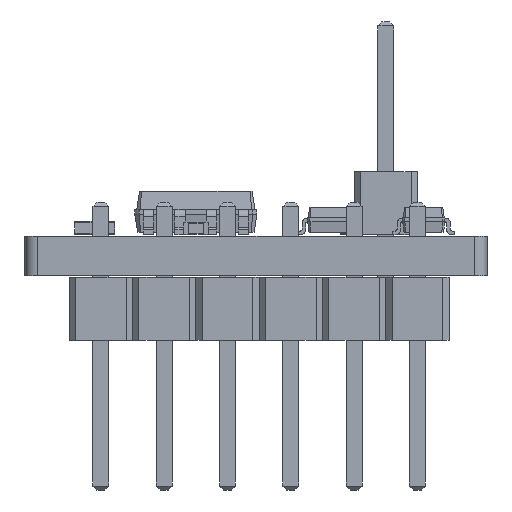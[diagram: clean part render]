
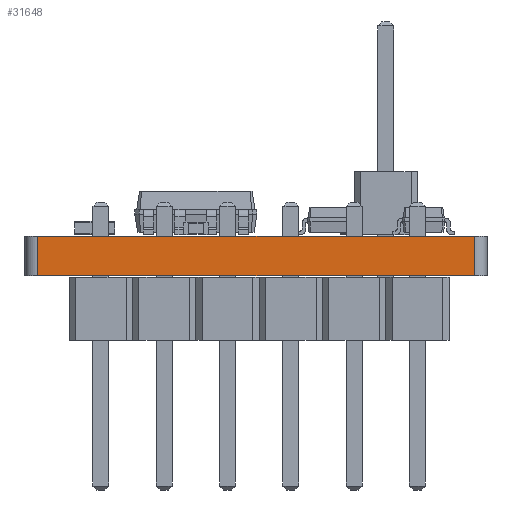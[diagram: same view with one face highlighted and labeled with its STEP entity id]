
A CAD part, left-side view. The second image highlights one B-rep face of the part: STEP entity #31648.
In plain terms, the highlighted planar face has unit normal (-1, 0, 0).
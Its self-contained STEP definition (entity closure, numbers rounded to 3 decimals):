
#30661 = PLANE('',#30662);
#30662 = AXIS2_PLACEMENT_3D('',#30663,#30664,#30665);
#30663 = CARTESIAN_POINT('',(151.765,-118.491,1.6));
#30664 = DIRECTION('',(0.,0.,1.));
#30665 = DIRECTION('',(1.,0.,-0.));
#30716 = PLANE('',#30717);
#30717 = AXIS2_PLACEMENT_3D('',#30718,#30719,#30720);
#30718 = CARTESIAN_POINT('',(151.765,-118.491,0.));
#30719 = DIRECTION('',(0.,0.,1.));
#30720 = DIRECTION('',(1.,0.,-0.));
#30771 = CYLINDRICAL_SURFACE('',#30772,0.508);
#30772 = AXIS2_PLACEMENT_3D('',#30773,#30774,#30775);
#30773 = CARTESIAN_POINT('',(141.224,-127.254,0.));
#30774 = DIRECTION('',(-0.,-0.,-1.));
#30775 = DIRECTION('',(1.,0.,-0.));
#30938 = VERTEX_POINT('',#30939);
#30939 = CARTESIAN_POINT('',(140.716,-109.728,0.));
#30954 = CYLINDRICAL_SURFACE('',#30955,0.508);
#30955 = AXIS2_PLACEMENT_3D('',#30956,#30957,#30958);
#30956 = CARTESIAN_POINT('',(141.224,-109.728,0.));
#30957 = DIRECTION('',(-0.,-0.,-1.));
#30958 = DIRECTION('',(1.,0.,-0.));
#30966 = EDGE_CURVE('',#30967,#30938,#30969,.T.);
#30967 = VERTEX_POINT('',#30968);
#30968 = CARTESIAN_POINT('',(140.716,-127.254,0.));
#30969 = SURFACE_CURVE('',#30970,(#30974,#30981),.PCURVE_S1.);
#30970 = LINE('',#30971,#30972);
#30971 = CARTESIAN_POINT('',(140.716,-127.254,0.));
#30972 = VECTOR('',#30973,1.);
#30973 = DIRECTION('',(0.,1.,0.));
#30974 = PCURVE('',#30716,#30975);
#30975 = DEFINITIONAL_REPRESENTATION('',(#30976),#30980);
#30976 = LINE('',#30977,#30978);
#30977 = CARTESIAN_POINT('',(-11.049,-8.763));
#30978 = VECTOR('',#30979,1.);
#30979 = DIRECTION('',(0.,1.));
#30980 = ( GEOMETRIC_REPRESENTATION_CONTEXT(2) 
PARAMETRIC_REPRESENTATION_CONTEXT() REPRESENTATION_CONTEXT('2D SPACE',''
  ) );
#30981 = PCURVE('',#30982,#30987);
#30982 = PLANE('',#30983);
#30983 = AXIS2_PLACEMENT_3D('',#30984,#30985,#30986);
#30984 = CARTESIAN_POINT('',(140.716,-127.254,0.));
#30985 = DIRECTION('',(-1.,0.,0.));
#30986 = DIRECTION('',(0.,1.,0.));
#30987 = DEFINITIONAL_REPRESENTATION('',(#30988),#30992);
#30988 = LINE('',#30989,#30990);
#30989 = CARTESIAN_POINT('',(0.,0.));
#30990 = VECTOR('',#30991,1.);
#30991 = DIRECTION('',(1.,0.));
#30992 = ( GEOMETRIC_REPRESENTATION_CONTEXT(2) 
PARAMETRIC_REPRESENTATION_CONTEXT() REPRESENTATION_CONTEXT('2D SPACE',''
  ) );
#31318 = VERTEX_POINT('',#31319);
#31319 = CARTESIAN_POINT('',(140.716,-109.728,1.6));
#31341 = EDGE_CURVE('',#31342,#31318,#31344,.T.);
#31342 = VERTEX_POINT('',#31343);
#31343 = CARTESIAN_POINT('',(140.716,-127.254,1.6));
#31344 = SURFACE_CURVE('',#31345,(#31349,#31356),.PCURVE_S1.);
#31345 = LINE('',#31346,#31347);
#31346 = CARTESIAN_POINT('',(140.716,-127.254,1.6));
#31347 = VECTOR('',#31348,1.);
#31348 = DIRECTION('',(0.,1.,0.));
#31349 = PCURVE('',#30661,#31350);
#31350 = DEFINITIONAL_REPRESENTATION('',(#31351),#31355);
#31351 = LINE('',#31352,#31353);
#31352 = CARTESIAN_POINT('',(-11.049,-8.763));
#31353 = VECTOR('',#31354,1.);
#31354 = DIRECTION('',(0.,1.));
#31355 = ( GEOMETRIC_REPRESENTATION_CONTEXT(2) 
PARAMETRIC_REPRESENTATION_CONTEXT() REPRESENTATION_CONTEXT('2D SPACE',''
  ) );
#31356 = PCURVE('',#30982,#31357);
#31357 = DEFINITIONAL_REPRESENTATION('',(#31358),#31362);
#31358 = LINE('',#31359,#31360);
#31359 = CARTESIAN_POINT('',(0.,-1.6));
#31360 = VECTOR('',#31361,1.);
#31361 = DIRECTION('',(1.,0.));
#31362 = ( GEOMETRIC_REPRESENTATION_CONTEXT(2) 
PARAMETRIC_REPRESENTATION_CONTEXT() REPRESENTATION_CONTEXT('2D SPACE',''
  ) );
#31598 = EDGE_CURVE('',#30967,#31342,#31599,.T.);
#31599 = SURFACE_CURVE('',#31600,(#31604,#31611),.PCURVE_S1.);
#31600 = LINE('',#31601,#31602);
#31601 = CARTESIAN_POINT('',(140.716,-127.254,0.));
#31602 = VECTOR('',#31603,1.);
#31603 = DIRECTION('',(0.,0.,1.));
#31604 = PCURVE('',#30771,#31605);
#31605 = DEFINITIONAL_REPRESENTATION('',(#31606),#31610);
#31606 = LINE('',#31607,#31608);
#31607 = CARTESIAN_POINT('',(-3.142,0.));
#31608 = VECTOR('',#31609,1.);
#31609 = DIRECTION('',(-0.,-1.));
#31610 = ( GEOMETRIC_REPRESENTATION_CONTEXT(2) 
PARAMETRIC_REPRESENTATION_CONTEXT() REPRESENTATION_CONTEXT('2D SPACE',''
  ) );
#31611 = PCURVE('',#30982,#31612);
#31612 = DEFINITIONAL_REPRESENTATION('',(#31613),#31617);
#31613 = LINE('',#31614,#31615);
#31614 = CARTESIAN_POINT('',(0.,0.));
#31615 = VECTOR('',#31616,1.);
#31616 = DIRECTION('',(0.,-1.));
#31617 = ( GEOMETRIC_REPRESENTATION_CONTEXT(2) 
PARAMETRIC_REPRESENTATION_CONTEXT() REPRESENTATION_CONTEXT('2D SPACE',''
  ) );
#31648 = ADVANCED_FACE('',(#31649),#30982,.T.);
#31649 = FACE_BOUND('',#31650,.T.);
#31650 = EDGE_LOOP('',(#31651,#31652,#31653,#31674));
#31651 = ORIENTED_EDGE('',*,*,#31598,.T.);
#31652 = ORIENTED_EDGE('',*,*,#31341,.T.);
#31653 = ORIENTED_EDGE('',*,*,#31654,.F.);
#31654 = EDGE_CURVE('',#30938,#31318,#31655,.T.);
#31655 = SURFACE_CURVE('',#31656,(#31660,#31667),.PCURVE_S1.);
#31656 = LINE('',#31657,#31658);
#31657 = CARTESIAN_POINT('',(140.716,-109.728,0.));
#31658 = VECTOR('',#31659,1.);
#31659 = DIRECTION('',(0.,0.,1.));
#31660 = PCURVE('',#30982,#31661);
#31661 = DEFINITIONAL_REPRESENTATION('',(#31662),#31666);
#31662 = LINE('',#31663,#31664);
#31663 = CARTESIAN_POINT('',(17.526,0.));
#31664 = VECTOR('',#31665,1.);
#31665 = DIRECTION('',(0.,-1.));
#31666 = ( GEOMETRIC_REPRESENTATION_CONTEXT(2) 
PARAMETRIC_REPRESENTATION_CONTEXT() REPRESENTATION_CONTEXT('2D SPACE',''
  ) );
#31667 = PCURVE('',#30954,#31668);
#31668 = DEFINITIONAL_REPRESENTATION('',(#31669),#31673);
#31669 = LINE('',#31670,#31671);
#31670 = CARTESIAN_POINT('',(-3.142,0.));
#31671 = VECTOR('',#31672,1.);
#31672 = DIRECTION('',(-0.,-1.));
#31673 = ( GEOMETRIC_REPRESENTATION_CONTEXT(2) 
PARAMETRIC_REPRESENTATION_CONTEXT() REPRESENTATION_CONTEXT('2D SPACE',''
  ) );
#31674 = ORIENTED_EDGE('',*,*,#30966,.F.);
